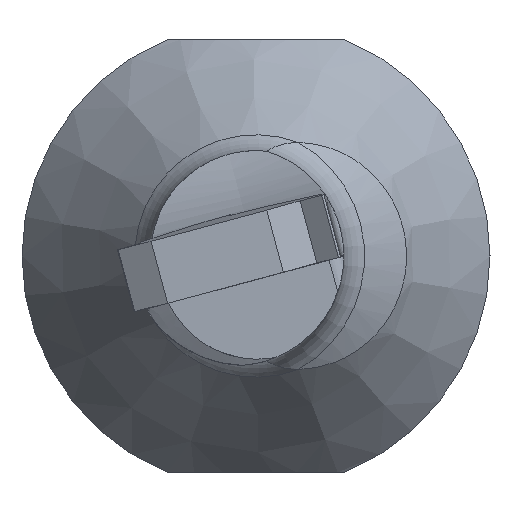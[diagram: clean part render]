
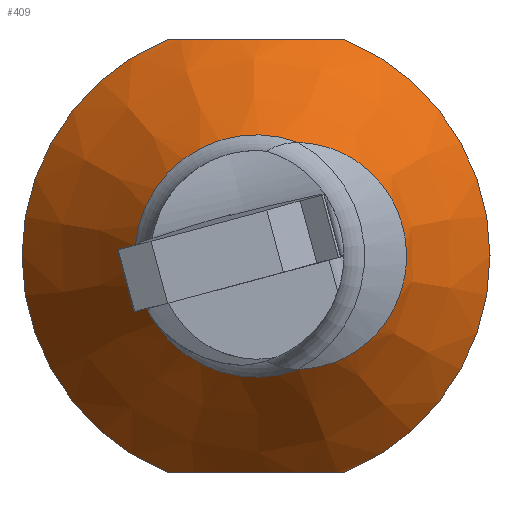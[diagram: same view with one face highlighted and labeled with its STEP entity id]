
A CAD part, left-side view. The second image highlights one B-rep face of the part: STEP entity #409.
In plain terms, the highlighted conical face has half-angle 35 degrees and reference radius 8 mm.
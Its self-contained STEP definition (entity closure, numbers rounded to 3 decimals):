
#363=CONICAL_SURFACE('',#1151,8.,35.);
#367=FACE_BOUND('',#509,.T.);
#368=FACE_BOUND('',#510,.T.);
#409=ADVANCED_FACE('',(#367,#368),#363,.T.);
#509=EDGE_LOOP('',(#628,#629,#630,#631));
#510=EDGE_LOOP('',(#632,#633));
#553=CIRCLE('',#1148,8.);
#554=CIRCLE('',#1149,8.);
#555=CIRCLE('',#1150,4.143);
#586=B_SPLINE_CURVE_WITH_KNOTS('',3,(#1892,#1893,#1894,#1895,#1896,#1897),
 .UNSPECIFIED.,.F.,.F.,(4,2,4),(0.,0.5,1.),.UNSPECIFIED.);
#587=B_SPLINE_CURVE_WITH_KNOTS('',3,(#1901,#1902,#1903,#1904,#1905,#1906),
 .UNSPECIFIED.,.F.,.F.,(4,2,4),(0.,0.5,1.),.UNSPECIFIED.);
#588=B_SPLINE_CURVE_WITH_KNOTS('',3,(#1907,#1908,#1909,#1910,#1911,#1912,
#1913,#1914,#1915,#1916,#1917,#1918,#1919,#1920,#1921,#1922,#1923,#1924,
#1925,#1926,#1927,#1928,#1929,#1930,#1931,#1932,#1933,#1934,#1935,#1936,
#1937),.UNSPECIFIED.,.F.,.F.,(4,3,3,3,3,3,3,3,3,3,4),(0.,0.033,
0.142,0.248,0.353,0.456,
0.561,0.668,0.778,0.892,
1.),.UNSPECIFIED.);
#628=ORIENTED_EDGE('',*,*,#928,.T.);
#629=ORIENTED_EDGE('',*,*,#929,.T.);
#630=ORIENTED_EDGE('',*,*,#930,.T.);
#631=ORIENTED_EDGE('',*,*,#931,.T.);
#632=ORIENTED_EDGE('',*,*,#932,.F.);
#633=ORIENTED_EDGE('',*,*,#933,.F.);
#850=VERTEX_POINT('',#1890);
#851=VERTEX_POINT('',#1891);
#852=VERTEX_POINT('',#1898);
#853=VERTEX_POINT('',#1900);
#854=VERTEX_POINT('',#1938);
#855=VERTEX_POINT('',#1939);
#928=EDGE_CURVE('',#850,#851,#553,.T.);
#929=EDGE_CURVE('',#851,#852,#586,.T.);
#930=EDGE_CURVE('',#852,#853,#554,.T.);
#931=EDGE_CURVE('',#853,#850,#587,.T.);
#932=EDGE_CURVE('',#854,#855,#588,.T.);
#933=EDGE_CURVE('',#855,#854,#555,.T.);
#1148=AXIS2_PLACEMENT_3D('',#1889,#1237,#1238);
#1149=AXIS2_PLACEMENT_3D('',#1899,#1239,#1240);
#1150=AXIS2_PLACEMENT_3D('',#1940,#1241,#1242);
#1151=AXIS2_PLACEMENT_3D('',#1941,#1243,#1244);
#1237=DIRECTION('',(-1.,0.,0.));
#1238=DIRECTION('',(0.,0.,1.));
#1239=DIRECTION('',(-1.,0.,0.));
#1240=DIRECTION('',(0.,0.,1.));
#1241=DIRECTION('',(-1.,0.,0.));
#1242=DIRECTION('',(0.,0.,1.));
#1243=DIRECTION('',(1.,0.,0.));
#1244=DIRECTION('',(0.,0.,-1.));
#1889=CARTESIAN_POINT('',(25.23,0.,0.));
#1890=CARTESIAN_POINT('',(25.23,3.04,7.4));
#1891=CARTESIAN_POINT('',(25.23,3.04,-7.4));
#1892=CARTESIAN_POINT('',(25.23,3.04,-7.4));
#1893=CARTESIAN_POINT('',(24.722,2.104,-7.4));
#1894=CARTESIAN_POINT('',(24.372,1.066,-7.4));
#1895=CARTESIAN_POINT('',(24.374,-1.074,-7.4));
#1896=CARTESIAN_POINT('',(24.726,-2.111,-7.4));
#1897=CARTESIAN_POINT('',(25.23,-3.04,-7.4));
#1898=CARTESIAN_POINT('',(25.23,-3.04,-7.4));
#1899=CARTESIAN_POINT('',(25.23,0.,0.));
#1900=CARTESIAN_POINT('',(25.23,-3.04,7.4));
#1901=CARTESIAN_POINT('',(25.23,-3.04,7.4));
#1902=CARTESIAN_POINT('',(24.726,-2.111,7.4));
#1903=CARTESIAN_POINT('',(24.374,-1.074,7.4));
#1904=CARTESIAN_POINT('',(24.372,1.066,7.4));
#1905=CARTESIAN_POINT('',(24.722,2.104,7.4));
#1906=CARTESIAN_POINT('',(25.23,3.04,7.4));
#1907=CARTESIAN_POINT('',(19.721,-1.462,-3.876));
#1908=CARTESIAN_POINT('',(19.781,-1.587,-3.874));
#1909=CARTESIAN_POINT('',(19.839,-1.712,-3.865));
#1910=CARTESIAN_POINT('',(19.896,-1.837,-3.849));
#1911=CARTESIAN_POINT('',(20.078,-2.239,-3.799));
#1912=CARTESIAN_POINT('',(20.247,-2.644,-3.677));
#1913=CARTESIAN_POINT('',(20.394,-3.019,-3.489));
#1914=CARTESIAN_POINT('',(20.538,-3.384,-3.307));
#1915=CARTESIAN_POINT('',(20.665,-3.728,-3.057));
#1916=CARTESIAN_POINT('',(20.77,-4.023,-2.759));
#1917=CARTESIAN_POINT('',(20.874,-4.311,-2.465));
#1918=CARTESIAN_POINT('',(20.959,-4.559,-2.116));
#1919=CARTESIAN_POINT('',(21.021,-4.744,-1.739));
#1920=CARTESIAN_POINT('',(21.083,-4.928,-1.364));
#1921=CARTESIAN_POINT('',(21.124,-5.054,-0.951));
#1922=CARTESIAN_POINT('',(21.143,-5.11,-0.533));
#1923=CARTESIAN_POINT('',(21.161,-5.168,-0.111));
#1924=CARTESIAN_POINT('',(21.157,-5.156,0.327));
#1925=CARTESIAN_POINT('',(21.131,-5.076,0.745));
#1926=CARTESIAN_POINT('',(21.104,-4.994,1.172));
#1927=CARTESIAN_POINT('',(21.053,-4.839,1.589));
#1928=CARTESIAN_POINT('',(20.981,-4.626,1.962));
#1929=CARTESIAN_POINT('',(20.906,-4.406,2.346));
#1930=CARTESIAN_POINT('',(20.806,-4.118,2.694));
#1931=CARTESIAN_POINT('',(20.686,-3.79,2.976));
#1932=CARTESIAN_POINT('',(20.563,-3.451,3.267));
#1933=CARTESIAN_POINT('',(20.414,-3.06,3.497));
#1934=CARTESIAN_POINT('',(20.248,-2.654,3.648));
#1935=CARTESIAN_POINT('',(20.09,-2.268,3.792));
#1936=CARTESIAN_POINT('',(19.912,-1.86,3.869));
#1937=CARTESIAN_POINT('',(19.721,-1.462,3.876));
#1938=CARTESIAN_POINT('',(19.721,-1.462,-3.876));
#1939=CARTESIAN_POINT('',(19.721,-1.462,3.876));
#1940=CARTESIAN_POINT('',(19.721,0.,0.));
#1941=CARTESIAN_POINT('',(25.23,0.,0.));
